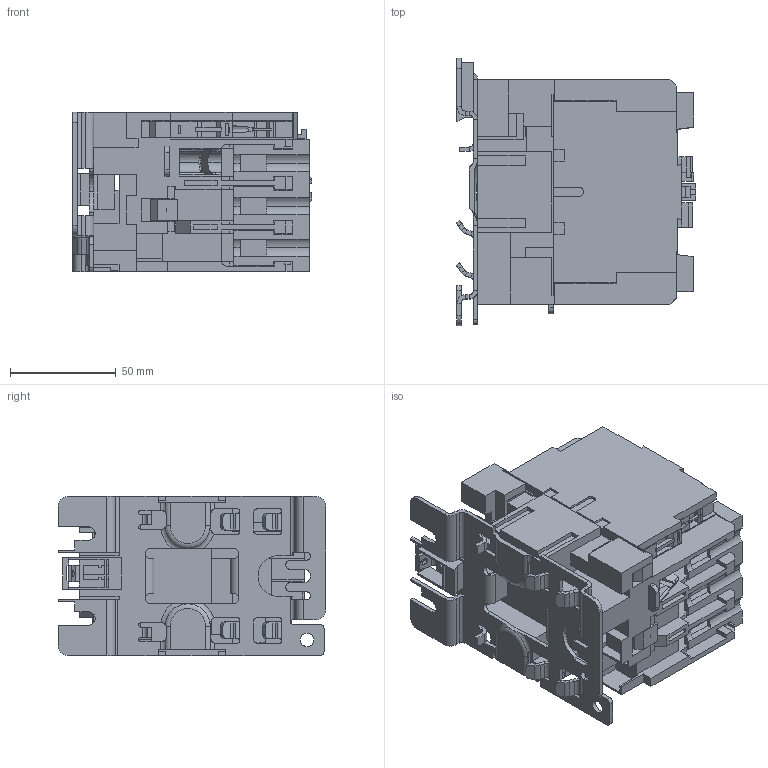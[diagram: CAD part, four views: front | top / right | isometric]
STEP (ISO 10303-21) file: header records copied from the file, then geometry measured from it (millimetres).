
FILE_DESCRIPTION (( 'STEP AP214' ), '1' );
FILE_NAME ('BLC1D8011-P7.STEP', '2023-05-08T12:51:48', ( '' ), ( '' ), 'SwSTEP 2.0', 'SolidWorks 2021', '' );
FILE_SCHEMA (( 'AUTOMOTIVE_DESIGN' ));
Length unit declared in the file: millimetre
Products named in the file (3): BLC1D8011-P7; BRACKET
Assembly tree (2 placements, depth 2):
  BLC1D8011-P7
    BLC1D8011-P7
    BRACKET
Bounding box: 113.42 x 126.5 x 75.5 mm (x, y, z)
Volume: 590485.9 mm3; surface area: 115211 mm2
Topology: 3 solids, 4 shells, 1370 faces, 3913 edges, 2519 vertices
Faces by surface type: plane 1142, cylinder 210, bspline 8, torus 8, cone 2
Entity records: 44757 total; most frequent: CARTESIAN_POINT 8756, ORIENTED_EDGE 7826, DIRECTION 6989, EDGE_CURVE 3913, VECTOR 3357, LINE 3357, VERTEX_POINT 2519, AXIS2_PLACEMENT_3D 1816
